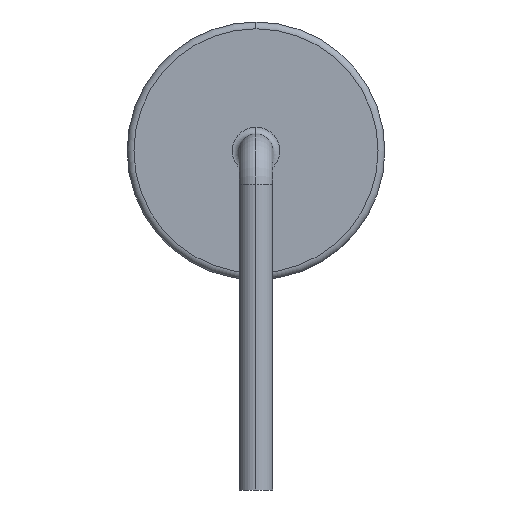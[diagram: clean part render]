
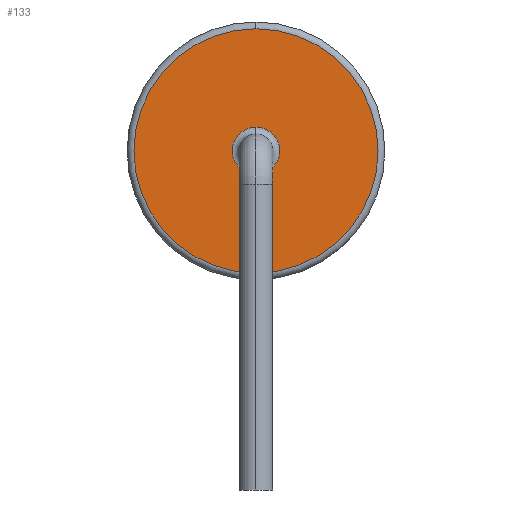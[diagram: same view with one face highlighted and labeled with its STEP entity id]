
A CAD part, left-side view. The second image highlights one B-rep face of the part: STEP entity #133.
In plain terms, the highlighted planar face has unit normal (-1, 0, 0).
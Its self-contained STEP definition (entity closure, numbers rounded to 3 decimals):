
#29 = DIRECTION ( 'NONE',  ( 0., 0., 1. ) ) ;
#112 = CIRCLE ( 'NONE', #1247, 0.35 ) ;
#133 = ADVANCED_FACE ( 'NONE', ( #387, #271 ), #1281, .T. ) ;
#155 = AXIS2_PLACEMENT_3D ( 'NONE', #445, #578, #1445 ) ;
#159 = DIRECTION ( 'NONE',  ( 0., 0., 1. ) ) ;
#166 = CIRCLE ( 'NONE', #155, 1.8 ) ;
#203 = VERTEX_POINT ( 'NONE', #941 ) ;
#216 = CARTESIAN_POINT ( 'NONE',  ( -10.4, 0., 0.35 ) ) ;
#254 = ORIENTED_EDGE ( 'NONE', *, *, #1621, .T. ) ;
#271 = FACE_BOUND ( 'NONE', #581, .T. ) ;
#280 = AXIS2_PLACEMENT_3D ( 'NONE', #294, #555, #159 ) ;
#294 = CARTESIAN_POINT ( 'NONE',  ( -10.4, 0., 0. ) ) ;
#361 = DIRECTION ( 'NONE',  ( 0., 0., 1. ) ) ;
#387 = FACE_OUTER_BOUND ( 'NONE', #1242, .T. ) ;
#388 = CARTESIAN_POINT ( 'NONE',  ( -10.4, 0., 0. ) ) ;
#396 = VERTEX_POINT ( 'NONE', #724 ) ;
#412 = DIRECTION ( 'NONE',  ( 0., 0., 1. ) ) ;
#445 = CARTESIAN_POINT ( 'NONE',  ( -10.4, 0., 0. ) ) ;
#514 = CARTESIAN_POINT ( 'NONE',  ( -10.4, 0., 0. ) ) ;
#555 = DIRECTION ( 'NONE',  ( -1., 0., 0. ) ) ;
#572 = EDGE_CURVE ( 'NONE', #1334, #203, #1347, .T. ) ;
#578 = DIRECTION ( 'NONE',  ( -1., 0., 0. ) ) ;
#581 = EDGE_LOOP ( 'NONE', ( #254, #1275 ) ) ;
#629 = EDGE_CURVE ( 'NONE', #396, #789, #112, .T. ) ;
#669 = DIRECTION ( 'NONE',  ( 1., 0., 0. ) ) ;
#724 = CARTESIAN_POINT ( 'NONE',  ( -10.4, 0., -0.35 ) ) ;
#738 = DIRECTION ( 'NONE',  ( -1., 0., 0. ) ) ;
#789 = VERTEX_POINT ( 'NONE', #216 ) ;
#857 = AXIS2_PLACEMENT_3D ( 'NONE', #514, #738, #361 ) ;
#936 = CARTESIAN_POINT ( 'NONE',  ( -10.4, 0., 1.8 ) ) ;
#941 = CARTESIAN_POINT ( 'NONE',  ( -10.4, 0., -1.8 ) ) ;
#971 = AXIS2_PLACEMENT_3D ( 'NONE', #1039, #669, #412 ) ;
#1010 = ORIENTED_EDGE ( 'NONE', *, *, #1392, .T. ) ;
#1028 = DIRECTION ( 'NONE',  ( 1., 0., 0. ) ) ;
#1039 = CARTESIAN_POINT ( 'NONE',  ( -10.4, 0., 0. ) ) ;
#1242 = EDGE_LOOP ( 'NONE', ( #1546, #1010 ) ) ;
#1247 = AXIS2_PLACEMENT_3D ( 'NONE', #388, #1028, #29 ) ;
#1275 = ORIENTED_EDGE ( 'NONE', *, *, #629, .T. ) ;
#1281 = PLANE ( 'NONE',  #280 ) ;
#1334 = VERTEX_POINT ( 'NONE', #936 ) ;
#1347 = CIRCLE ( 'NONE', #857, 1.8 ) ;
#1392 = EDGE_CURVE ( 'NONE', #203, #1334, #166, .T. ) ;
#1445 = DIRECTION ( 'NONE',  ( 0., 0., 1. ) ) ;
#1541 = CIRCLE ( 'NONE', #971, 0.35 ) ;
#1546 = ORIENTED_EDGE ( 'NONE', *, *, #572, .T. ) ;
#1621 = EDGE_CURVE ( 'NONE', #789, #396, #1541, .T. ) ;
